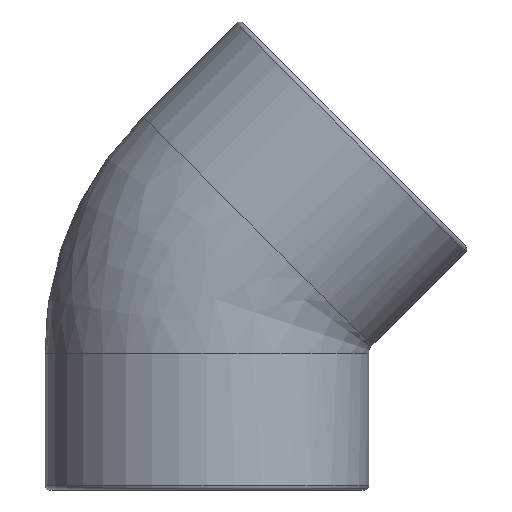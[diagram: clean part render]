
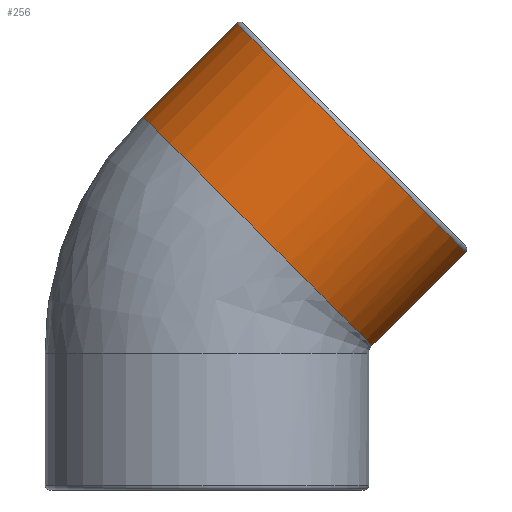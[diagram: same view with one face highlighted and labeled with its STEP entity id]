
A CAD part, front view. The second image highlights one B-rep face of the part: STEP entity #256.
In plain terms, the highlighted cylindrical face has radius 179.5 mm (diameter 359 mm), a full revolution.
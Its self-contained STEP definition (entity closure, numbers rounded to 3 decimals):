
#32=CYLINDRICAL_SURFACE($,#275,179.5);
#37=FACE_BOUND($,#61,.T.);
#47=FACE_OUTER_BOUND($,#60,.T.);
#60=EDGE_LOOP($,(#179,#180,#181,#182,#183,#184,#185,#186));
#61=EDGE_LOOP($,(#187));
#81=CIRCLE($,#274,179.5);
#82=CIRCLE($,#276,179.5);
#83=CIRCLE($,#277,179.5);
#84=CIRCLE($,#278,179.5);
#85=CIRCLE($,#279,179.5);
#86=CIRCLE($,#280,179.5);
#87=CIRCLE($,#281,179.5);
#88=CIRCLE($,#282,179.5);
#89=CIRCLE($,#283,179.5);
#108=VERTEX_POINT($,#395);
#109=VERTEX_POINT($,#398);
#110=VERTEX_POINT($,#399);
#111=VERTEX_POINT($,#401);
#112=VERTEX_POINT($,#403);
#113=VERTEX_POINT($,#405);
#114=VERTEX_POINT($,#407);
#115=VERTEX_POINT($,#409);
#116=VERTEX_POINT($,#411);
#140=EDGE_CURVE($,#108,#108,#81,.T.);
#141=EDGE_CURVE($,#109,#110,#82,.T.);
#142=EDGE_CURVE($,#111,#109,#83,.T.);
#143=EDGE_CURVE($,#112,#111,#84,.T.);
#144=EDGE_CURVE($,#113,#112,#85,.T.);
#145=EDGE_CURVE($,#114,#113,#86,.T.);
#146=EDGE_CURVE($,#115,#114,#87,.T.);
#147=EDGE_CURVE($,#116,#115,#88,.T.);
#148=EDGE_CURVE($,#110,#116,#89,.T.);
#179=ORIENTED_EDGE($,*,*,#141,.F.);
#180=ORIENTED_EDGE($,*,*,#142,.F.);
#181=ORIENTED_EDGE($,*,*,#143,.F.);
#182=ORIENTED_EDGE($,*,*,#144,.F.);
#183=ORIENTED_EDGE($,*,*,#145,.F.);
#184=ORIENTED_EDGE($,*,*,#146,.F.);
#185=ORIENTED_EDGE($,*,*,#147,.F.);
#186=ORIENTED_EDGE($,*,*,#148,.F.);
#187=ORIENTED_EDGE($,*,*,#140,.F.);
#256=ADVANCED_FACE($,(#47,#37),#32,.T.);
#274=AXIS2_PLACEMENT_3D($,#396,#317,#318);
#275=AXIS2_PLACEMENT_3D($,#397,#319,#320);
#276=AXIS2_PLACEMENT_3D($,#400,#321,#322);
#277=AXIS2_PLACEMENT_3D($,#402,#323,#324);
#278=AXIS2_PLACEMENT_3D($,#404,#325,#326);
#279=AXIS2_PLACEMENT_3D($,#406,#327,#328);
#280=AXIS2_PLACEMENT_3D($,#408,#329,#330);
#281=AXIS2_PLACEMENT_3D($,#410,#331,#332);
#282=AXIS2_PLACEMENT_3D($,#412,#333,#334);
#283=AXIS2_PLACEMENT_3D($,#413,#335,#336);
#317=DIRECTION('center_axis',(0.707,0.,0.707));
#318=DIRECTION('ref_axis',(-0.707,0.,0.707));
#319=DIRECTION('center_axis',(0.707,0.,0.707));
#320=DIRECTION('ref_axis',(-0.707,0.,0.707));
#321=DIRECTION('center_axis',(-0.707,0.,
-0.707));
#322=DIRECTION('ref_axis',(-0.707,0.,0.707));
#323=DIRECTION('center_axis',(-0.707,0.,
-0.707));
#324=DIRECTION('ref_axis',(-0.707,0.,0.707));
#325=DIRECTION('center_axis',(-0.707,0.,
-0.707));
#326=DIRECTION('ref_axis',(-0.707,0.,0.707));
#327=DIRECTION('center_axis',(-0.707,0.,
-0.707));
#328=DIRECTION('ref_axis',(-0.707,0.,0.707));
#329=DIRECTION('center_axis',(-0.707,0.,
-0.707));
#330=DIRECTION('ref_axis',(-0.707,0.,0.707));
#331=DIRECTION('center_axis',(-0.707,0.,
-0.707));
#332=DIRECTION('ref_axis',(-0.707,0.,0.707));
#333=DIRECTION('center_axis',(-0.707,0.,
-0.707));
#334=DIRECTION('ref_axis',(-0.707,0.,0.707));
#335=DIRECTION('center_axis',(-0.707,0.,
-0.707));
#336=DIRECTION('ref_axis',(-0.707,0.,0.707));
#395=CARTESIAN_POINT('',(286.732,0.,263.88));
#396=CARTESIAN_POINT('Origin',(159.806,0.,390.806));
#397=CARTESIAN_POINT('Origin',(163.342,0.,394.342));
#398=CARTESIAN_POINT('',(183.015,0.,160.163));
#399=CARTESIAN_POINT('',(144.815,-128.357,198.363));
#400=CARTESIAN_POINT('Origin',(56.089,0.,287.089));
#401=CARTESIAN_POINT('',(144.815,128.357,198.363));
#402=CARTESIAN_POINT('Origin',(56.089,0.,287.089));
#403=CARTESIAN_POINT('',(108.42,163.534,234.758));
#404=CARTESIAN_POINT('Origin',(56.089,0.,287.089));
#405=CARTESIAN_POINT('',(56.089,179.5,287.089));
#406=CARTESIAN_POINT('Origin',(56.089,0.,287.089));
#407=CARTESIAN_POINT('',(-70.837,0.,414.015));
#408=CARTESIAN_POINT('Origin',(56.089,0.,287.089));
#409=CARTESIAN_POINT('',(56.089,-179.5,287.089));
#410=CARTESIAN_POINT('Origin',(56.089,0.,287.089));
#411=CARTESIAN_POINT('',(108.42,-163.534,234.758));
#412=CARTESIAN_POINT('Origin',(56.089,0.,287.089));
#413=CARTESIAN_POINT('Origin',(56.089,0.,287.089));
